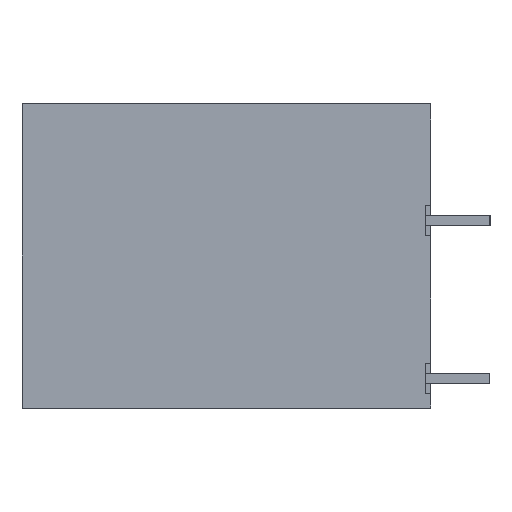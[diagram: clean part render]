
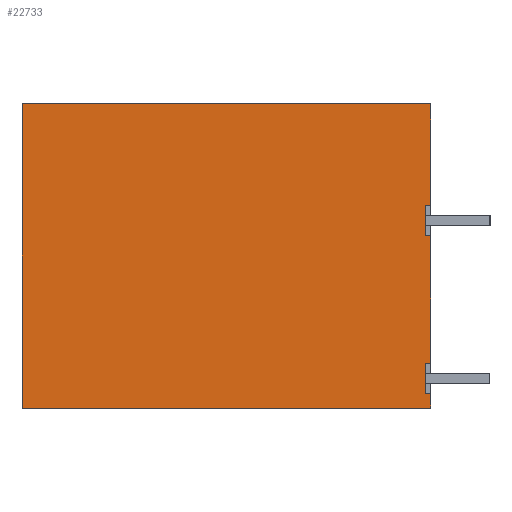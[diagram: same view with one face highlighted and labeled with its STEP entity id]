
A CAD part, left-side view. The second image highlights one B-rep face of the part: STEP entity #22733.
In plain terms, the highlighted planar face has unit normal (-1, 0, 0).
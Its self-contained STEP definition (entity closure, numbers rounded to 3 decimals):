
#22705=AXIS2_PLACEMENT_3D('Plane Axis2P3D',#22702,#22703,#22704) ;
#188=CARTESIAN_POINT('Vertex',(0.,3.8,0.85)) ;
#232=CARTESIAN_POINT('Vertex',(0.,3.8,2.65)) ;
#235=CARTESIAN_POINT('Line Origine',(0.,3.8,1.75)) ;
#972=CARTESIAN_POINT('Vertex',(0.,3.8,10.2)) ;
#993=CARTESIAN_POINT('Vertex',(0.,3.8,12.)) ;
#996=CARTESIAN_POINT('Line Origine',(0.,3.8,11.1)) ;
#10005=CARTESIAN_POINT('Vertex',(0.,3.5,10.2)) ;
#10008=CARTESIAN_POINT('Line Origine',(0.,3.5,6.425)) ;
#10012=CARTESIAN_POINT('Vertex',(0.,3.5,2.65)) ;
#10033=CARTESIAN_POINT('Line Origine',(0.,3.65,10.2)) ;
#10051=CARTESIAN_POINT('Line Origine',(0.,3.65,2.65)) ;
#10107=CARTESIAN_POINT('Vertex',(0.,3.5,0.85)) ;
#10117=CARTESIAN_POINT('Line Origine',(0.,3.65,0.85)) ;
#10130=CARTESIAN_POINT('Line Origine',(0.,3.5,0.425)) ;
#10134=CARTESIAN_POINT('Vertex',(0.,3.5,0.)) ;
#10162=CARTESIAN_POINT('Line Origine',(0.,15.6,0.)) ;
#10166=CARTESIAN_POINT('Vertex',(0.,27.7,0.)) ;
#10305=CARTESIAN_POINT('Vertex',(0.,3.5,12.)) ;
#10308=CARTESIAN_POINT('Line Origine',(0.,3.65,12.)) ;
#22659=CARTESIAN_POINT('Line Origine',(0.,3.5,15.)) ;
#22663=CARTESIAN_POINT('Vertex',(0.,3.5,18.)) ;
#22702=CARTESIAN_POINT('Axis2P3D Location',(0.,0.,0.)) ;
#22707=CARTESIAN_POINT('Line Origine',(0.,15.6,18.)) ;
#22711=CARTESIAN_POINT('Vertex',(0.,27.7,18.)) ;
#22714=CARTESIAN_POINT('Line Origine',(0.,27.7,9.)) ;
#236=DIRECTION('Vector Direction',(0.,0.,-1.)) ;
#997=DIRECTION('Vector Direction',(0.,0.,-1.)) ;
#10009=DIRECTION('Vector Direction',(0.,0.,-1.)) ;
#10034=DIRECTION('Vector Direction',(0.,1.,0.)) ;
#10052=DIRECTION('Vector Direction',(0.,1.,0.)) ;
#10118=DIRECTION('Vector Direction',(0.,1.,0.)) ;
#10131=DIRECTION('Vector Direction',(0.,0.,-1.)) ;
#10163=DIRECTION('Vector Direction',(0.,1.,0.)) ;
#10309=DIRECTION('Vector Direction',(0.,1.,0.)) ;
#22660=DIRECTION('Vector Direction',(0.,0.,-1.)) ;
#22703=DIRECTION('Axis2P3D Direction',(-1.,0.,0.)) ;
#22704=DIRECTION('Axis2P3D XDirection',(0.,0.,1.)) ;
#22708=DIRECTION('Vector Direction',(0.,-1.,0.)) ;
#22715=DIRECTION('Vector Direction',(0.,0.,1.)) ;
#237=VECTOR('Line Direction',#236,1.) ;
#998=VECTOR('Line Direction',#997,1.) ;
#10010=VECTOR('Line Direction',#10009,1.) ;
#10035=VECTOR('Line Direction',#10034,1.) ;
#10053=VECTOR('Line Direction',#10052,1.) ;
#10119=VECTOR('Line Direction',#10118,1.) ;
#10132=VECTOR('Line Direction',#10131,1.) ;
#10164=VECTOR('Line Direction',#10163,1.) ;
#10310=VECTOR('Line Direction',#10309,1.) ;
#22661=VECTOR('Line Direction',#22660,1.) ;
#22709=VECTOR('Line Direction',#22708,1.) ;
#22716=VECTOR('Line Direction',#22715,1.) ;
#22720=ORIENTED_EDGE('',*,*,#1000,.F.) ;
#22721=ORIENTED_EDGE('',*,*,#10312,.F.) ;
#22722=ORIENTED_EDGE('',*,*,#22665,.T.) ;
#22723=ORIENTED_EDGE('',*,*,#22713,.T.) ;
#22724=ORIENTED_EDGE('',*,*,#22718,.T.) ;
#22725=ORIENTED_EDGE('',*,*,#10168,.T.) ;
#22726=ORIENTED_EDGE('',*,*,#10136,.T.) ;
#22727=ORIENTED_EDGE('',*,*,#10121,.T.) ;
#22728=ORIENTED_EDGE('',*,*,#239,.F.) ;
#22729=ORIENTED_EDGE('',*,*,#10055,.F.) ;
#22730=ORIENTED_EDGE('',*,*,#10014,.T.) ;
#22731=ORIENTED_EDGE('',*,*,#10037,.T.) ;
#22733=ADVANCED_FACE('HOUSING',(#22732),#22706,.T.) ;
#239=EDGE_CURVE('',#233,#189,#238,.T.) ;
#1000=EDGE_CURVE('',#994,#973,#999,.T.) ;
#10014=EDGE_CURVE('',#10013,#10006,#10011,.F.) ;
#10037=EDGE_CURVE('',#10006,#973,#10036,.T.) ;
#10055=EDGE_CURVE('',#10013,#233,#10054,.T.) ;
#10121=EDGE_CURVE('',#10108,#189,#10120,.T.) ;
#10136=EDGE_CURVE('',#10135,#10108,#10133,.F.) ;
#10168=EDGE_CURVE('',#10167,#10135,#10165,.F.) ;
#10312=EDGE_CURVE('',#10306,#994,#10311,.T.) ;
#22665=EDGE_CURVE('',#10306,#22664,#22662,.F.) ;
#22713=EDGE_CURVE('',#22664,#22712,#22710,.F.) ;
#22718=EDGE_CURVE('',#22712,#10167,#22717,.F.) ;
#22719=EDGE_LOOP('',(#22720,#22721,#22722,#22723,#22724,#22725,#22726,#22727,#22728,#22729,#22730,#22731)) ;
#22732=FACE_OUTER_BOUND('',#22719,.T.) ;
#238=LINE('Line',#235,#237) ;
#999=LINE('Line',#996,#998) ;
#10011=LINE('Line',#10008,#10010) ;
#10036=LINE('Line',#10033,#10035) ;
#10054=LINE('Line',#10051,#10053) ;
#10120=LINE('Line',#10117,#10119) ;
#10133=LINE('Line',#10130,#10132) ;
#10165=LINE('Line',#10162,#10164) ;
#10311=LINE('Line',#10308,#10310) ;
#22662=LINE('Line',#22659,#22661) ;
#22710=LINE('Line',#22707,#22709) ;
#22717=LINE('Line',#22714,#22716) ;
#22706=PLANE('',#22705) ;
#189=VERTEX_POINT('',#188) ;
#233=VERTEX_POINT('',#232) ;
#973=VERTEX_POINT('',#972) ;
#994=VERTEX_POINT('',#993) ;
#10006=VERTEX_POINT('',#10005) ;
#10013=VERTEX_POINT('',#10012) ;
#10108=VERTEX_POINT('',#10107) ;
#10135=VERTEX_POINT('',#10134) ;
#10167=VERTEX_POINT('',#10166) ;
#10306=VERTEX_POINT('',#10305) ;
#22664=VERTEX_POINT('',#22663) ;
#22712=VERTEX_POINT('',#22711) ;
